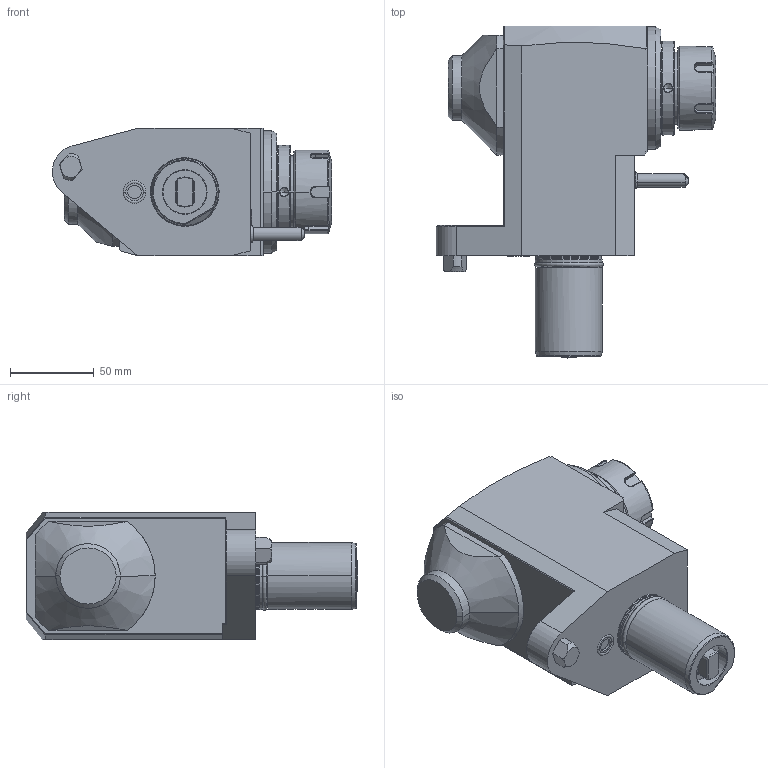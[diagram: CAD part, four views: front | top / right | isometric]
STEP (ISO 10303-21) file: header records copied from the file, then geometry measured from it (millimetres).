
FILE_DESCRIPTION((''),'2;1');
FILE_NAME('NGT1_40_221_32_3_1_100MZ1','2021-12-01T',('vali'),('NOVA GRUP'),'PRO/ENGINEER BY PARAMETRIC TECHNOLOGY CORPORATION, 2010280','PRO/ENGINEER BY PARAMETRIC TECHNOLOGY CORPORATION, 2010280','');
FILE_SCHEMA(('CONFIG_CONTROL_DESIGN'));
Length unit declared in the file: millimetre
Products named in the file (1): NGT1_40_221_32_3_1_100MZ1
Bounding box: 166.59 x 198 x 76 mm (x, y, z)
Volume: 1117773.9 mm3; surface area: 83594.8 mm2
Topology: 1 solids, 1 shells, 306 faces, 776 edges, 492 vertices
Faces by surface type: plane 133, cylinder 78, cone 46, bspline 28, torus 19, sphere 2
Entity records: 12322 total; most frequent: CARTESIAN_POINT 5333, ORIENTED_EDGE 1552, DIRECTION 1267, EDGE_CURVE 776, VERTEX_POINT 492, AXIS2_PLACEMENT_3D 455, VECTOR 357, LINE 357
